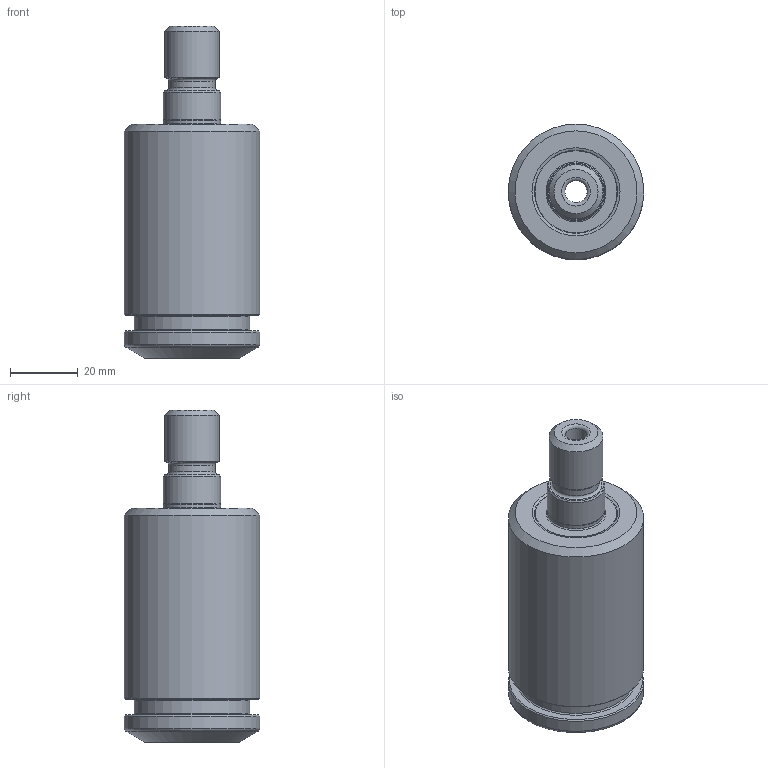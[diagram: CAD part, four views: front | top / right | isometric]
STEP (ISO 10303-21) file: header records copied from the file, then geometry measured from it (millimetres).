
FILE_DESCRIPTION(/* description */ (''),/* implementation_level */ '2;1');
FILE_NAME(/* name */ '826728253.stp',/* time_stamp */ '2021-09-03T15:39:36',/* author */ ('LRA'),/* organization */ ('REGO-FIX'),/* preprocessor_version */ ' Unknown',/* originating_system */ 'SIEMENS PLM Software Solid Edge ST10',/* authorization */ 'Unknown');
FILE_SCHEMA (('AUTOMOTIVE_DESIGN { 1 0 10303 214 2 1 1}'));
Length unit declared in the file: millimetre
Products named in the file (1): NOCUT
Bounding box: 40 x 40 x 98 mm (x, y, z)
Volume: 58116.6 mm3; surface area: 18045.8 mm2
Topology: 1 solids, 1 shells, 38 faces, 73 edges, 43 vertices
Faces by surface type: cone 11, torus 10, cylinder 9, plane 8
Full cylindrical faces by diameter (mm): 6.5 x1, 13.7 x1, 16 x1, 16.9 x1, 17 x1, 25 x1, 34 x1, 40 x2
Entity records: 1072 total; most frequent: DIRECTION 160, CARTESIAN_POINT 118, AXIS2_PLACEMENT_3D 80, ORIENTED_EDGE 76, EDGE_LOOP 76, FACE_BOUND 76, EDGE_CURVE 38, VERTEX_POINT 38
